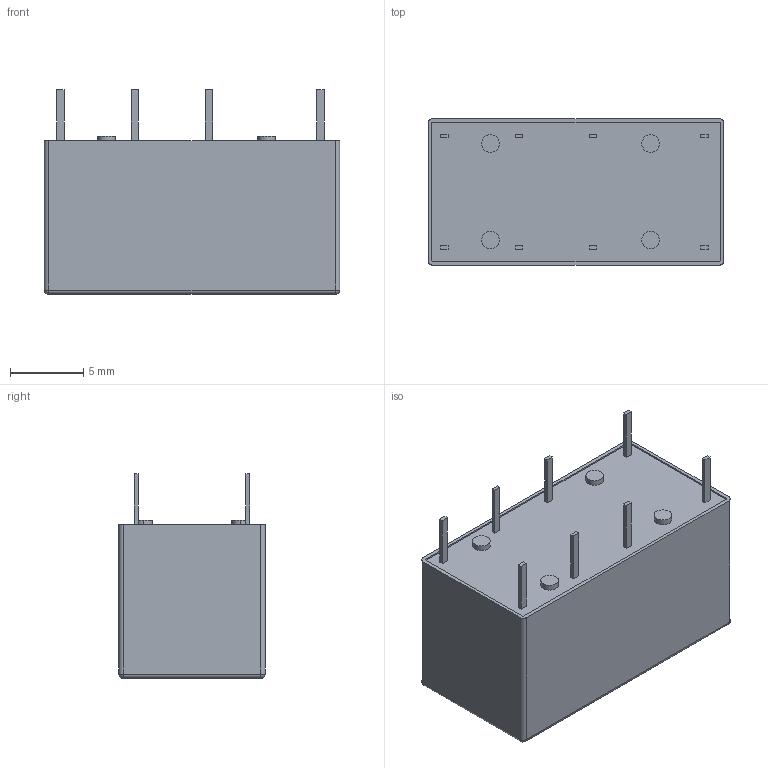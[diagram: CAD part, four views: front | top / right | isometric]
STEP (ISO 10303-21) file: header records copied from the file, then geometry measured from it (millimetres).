
FILE_DESCRIPTION((''),'2;1');
FILE_NAME('C-9-1393792-0','2015-11-05T',('workeradm'),('Tyco Electronics Ltd.'),'CREO PARAMETRIC BY PTC INC, 2015200','CREO PARAMETRIC BY PTC INC, 2015200','');
FILE_SCHEMA(('AUTOMOTIVE_DESIGN { 1 0 10303 214 1 1 1 1 }'));
Length unit declared in the file: millimetre
Products named in the file (1): C-9-1393792-0
Bounding box: 20.2 x 10 x 14 mm (x, y, z)
Volume: 2104.5 mm3; surface area: 1081 mm2
Topology: 1 solids, 1 shells, 83 faces, 192 edges, 124 vertices
Faces by surface type: plane 58, cylinder 21, sphere 4
Entity records: 2964 total; most frequent: DIRECTION 402, CARTESIAN_POINT 401, ORIENTED_EDGE 384, PRESENTATION_STYLE_ASSIGNMENT 193, STYLED_ITEM 193, CURVE_STYLE 192, EDGE_CURVE 192, VECTOR 148
